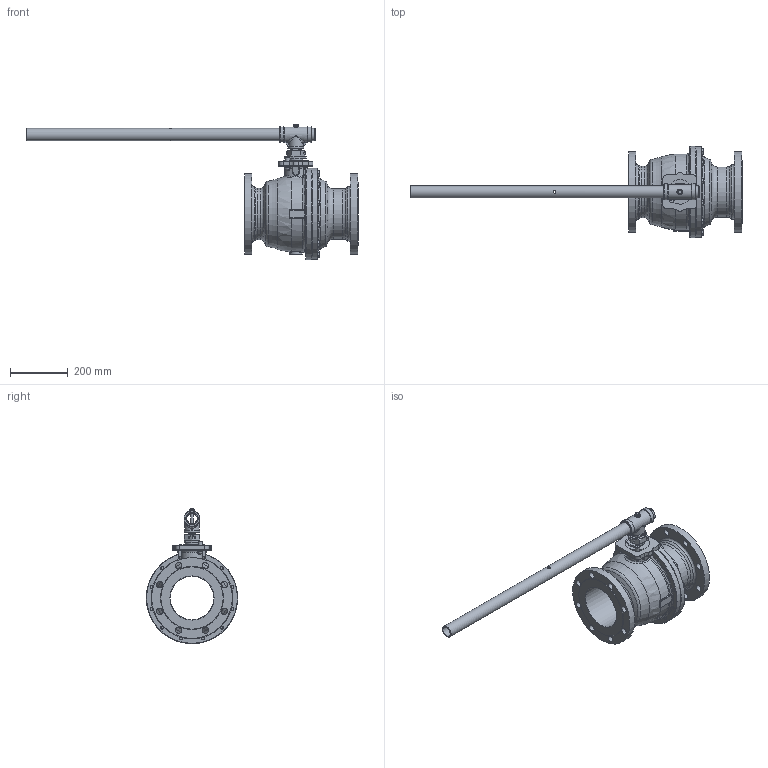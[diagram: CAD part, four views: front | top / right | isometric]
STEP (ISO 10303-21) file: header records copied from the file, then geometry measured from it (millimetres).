
FILE_DESCRIPTION(/* description */ (''),/* implementation_level */ '2;1');
FILE_NAME(/* name */ 'GA-F819-60-CL150-W-A-1.stp',/* time_stamp */ '2022-01-14T14:27:37+00:00',/* author */ ('jaday'),/* organization */ (''),/* preprocessor_version */ 'ST-DEVELOPER v16.1',/* originating_system */ 'Autodesk Inventor 2016',/* authorisation */ '');
FILE_SCHEMA (('AUTOMOTIVE_DESIGN { 1 0 10303 214 3 1 1 }'));
Length unit declared in the file: millimetre
Products named in the file (1): GA-F819-60-CL150-W-A-1
Bounding box: 1150.3 x 316.56 x 468.85 mm (x, y, z)
Volume: 11992327.5 mm3; surface area: 1068878.7 mm2
Topology: 1 solids, 1 shells, 732 faces, 1904 edges, 1202 vertices
Faces by surface type: plane 275, bspline 152, cylinder 139, cone 118, torus 42, sphere 6
Full cylindrical faces by diameter (mm): 9 x2, 12 x12, 15.75 x1, 18 x1, 22.2 x16, 35.5 x1, 42.5 x2, 44 x1, 46.58 x1, 55 x3, 151 x1, 173.25 x1, 177.4 x1, 267 x1, 280 x2, 315.5 x1, 316.6 x1
Entity records: 26946 total; most frequent: CARTESIAN_POINT 10033, ORIENTED_EDGE 3588, DIRECTION 2932, EDGE_CURVE 1794, VERTEX_POINT 1169, AXIS2_PLACEMENT_3D 1138, EDGE_LOOP 911, FACE_OUTER_BOUND 732
